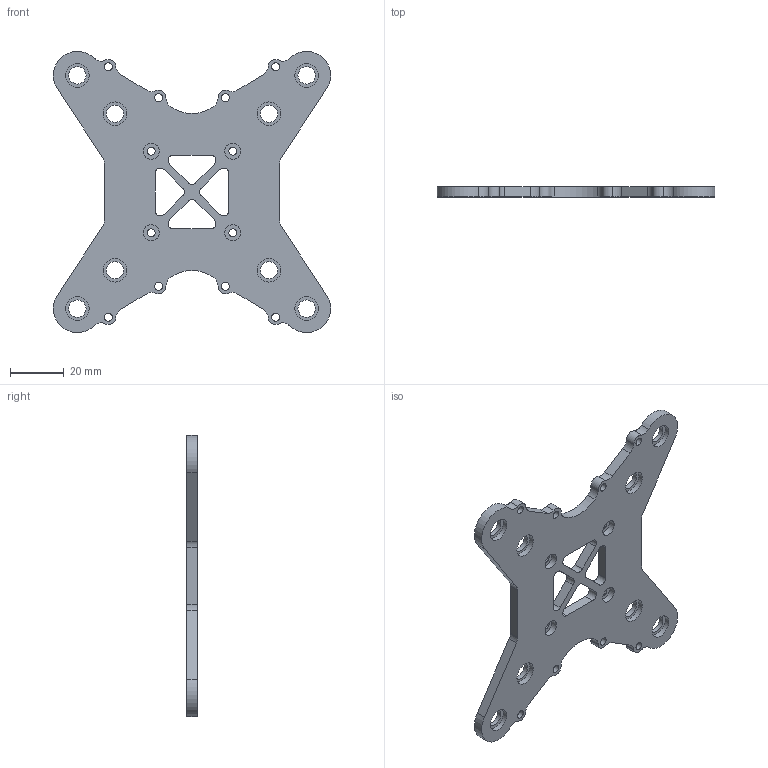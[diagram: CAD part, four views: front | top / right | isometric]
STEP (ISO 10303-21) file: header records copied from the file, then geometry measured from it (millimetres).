
FILE_DESCRIPTION(/* description */ (''),/* implementation_level */ '2;1');
FILE_NAME(/* name */ 'Base Plate 3.85mm Carbon.step',/* time_stamp */ '2025-07-31T19:07:39-04:00',/* author */ (''),/* organization */ (''),/* preprocessor_version */ 'ST-DEVELOPER v20.1',/* originating_system */ 'Autodesk Translation Framework v14.10.0.0',/* authorisation */ '');
FILE_SCHEMA (('AUTOMOTIVE_DESIGN { 1 0 10303 214 3 1 1 }'));
Length unit declared in the file: millimetre
Products named in the file (1): Base Plate 3.85mm Carbon
Bounding box: 103.5 x 3.85 x 104.97 mm (x, y, z)
Volume: 22538.6 mm3; surface area: 15807.1 mm2
Topology: 1 solids, 1 shells, 114 faces, 300 edges, 200 vertices
Faces by surface type: cylinder 74, plane 36, bspline 4
Full cylindrical faces by diameter (mm): 3 x12, 6 x4, 6.45 x8, 8.75 x8
Entity records: 3911 total; most frequent: CARTESIAN_POINT 841, DIRECTION 662, ORIENTED_EDGE 600, EDGE_CURVE 300, AXIS2_PLACEMENT_3D 259, VERTEX_POINT 200, EDGE_LOOP 174, CIRCLE 148
